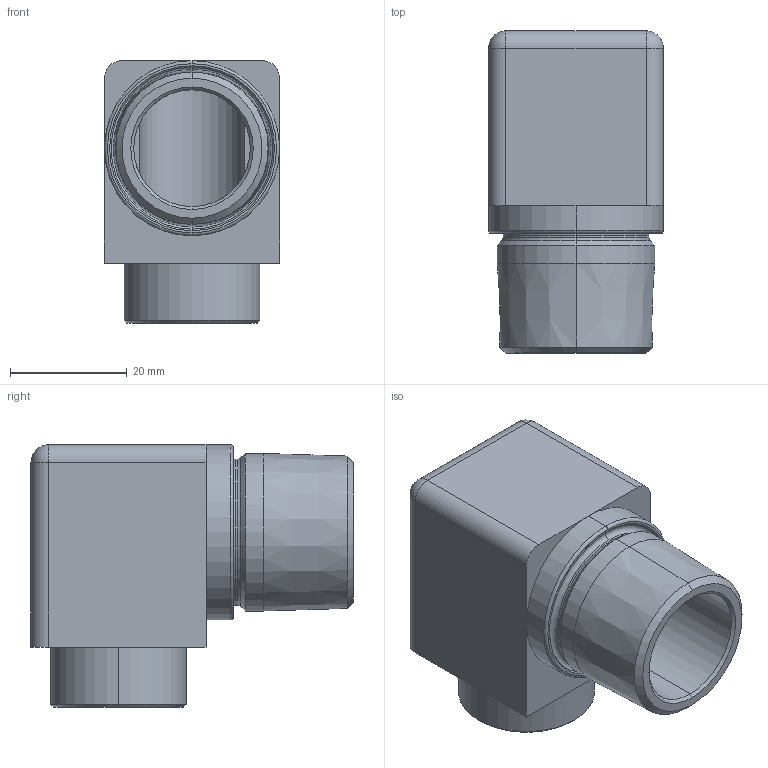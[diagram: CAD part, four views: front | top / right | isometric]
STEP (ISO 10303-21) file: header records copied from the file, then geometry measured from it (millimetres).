
FILE_DESCRIPTION (( 'STEP AP203' ), '1' );
FILE_NAME ('787DT2M25.STEP', '2017-01-23T12:38:28', ( '' ), ( '' ), 'SwSTEP 2.0', 'SolidWorks 2014', '' );
FILE_SCHEMA (( 'CONFIG_CONTROL_DESIGN' ));
Length unit declared in the file: millimetre
Products named in the file (1): 787DT2M25
Bounding box: 30 x 55.2 x 45 mm (x, y, z)
Volume: 29049.1 mm3; surface area: 12522.2 mm2
Topology: 1 solids, 1 shells, 62 faces, 132 edges, 74 vertices
Faces by surface type: cylinder 22, cone 16, plane 16, torus 6, sphere 2
Entity records: 1825 total; most frequent: CARTESIAN_POINT 379, DIRECTION 322, ORIENTED_EDGE 260, AXIS2_PLACEMENT_3D 133, EDGE_CURVE 130, VERTEX_POINT 74, CIRCLE 70, EDGE_LOOP 68
